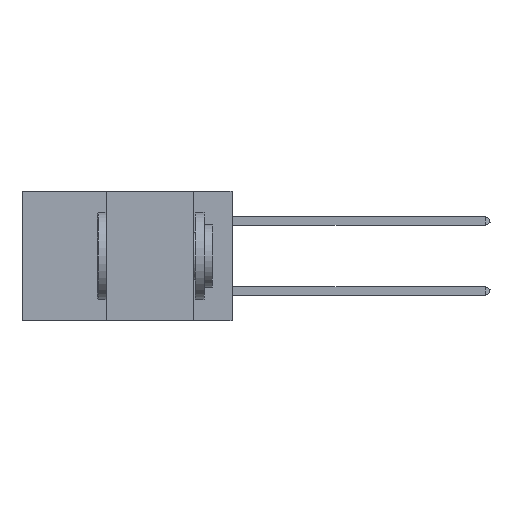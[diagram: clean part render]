
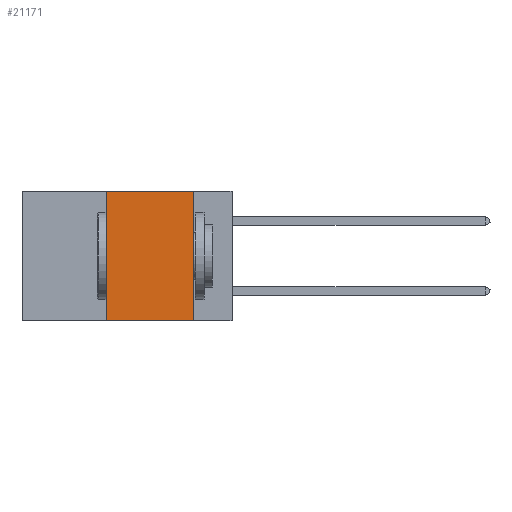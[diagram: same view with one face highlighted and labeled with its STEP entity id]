
A CAD part, left-side view. The second image highlights one B-rep face of the part: STEP entity #21171.
In plain terms, the highlighted planar face has unit normal (-1, 0, 0).
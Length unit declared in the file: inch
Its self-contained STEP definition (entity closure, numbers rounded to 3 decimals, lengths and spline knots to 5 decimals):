
#861 = DIRECTION ( 'NONE',  ( 0., 0., 1. ) ) ;
#1502 = AXIS2_PLACEMENT_3D ( 'NONE', #23654, #16724, #2674 ) ;
#1968 = CARTESIAN_POINT ( 'NONE',  ( 0., 0.36, -0.37 ) ) ;
#2179 = VECTOR ( 'NONE', #861, 39.37008 ) ;
#2674 = DIRECTION ( 'NONE',  ( 0., 0., -1. ) ) ;
#2962 = DIRECTION ( 'NONE',  ( 0., -1., 0. ) ) ;
#3319 = EDGE_LOOP ( 'NONE', ( #15191, #28293, #17374, #5695 ) ) ;
#3422 = VERTEX_POINT ( 'NONE', #27571 ) ;
#4908 = LINE ( 'NONE', #7406, #28994 ) ;
#5077 = EDGE_CURVE ( 'NONE', #11145, #15696, #28518, .T. ) ;
#5177 = EDGE_CURVE ( 'NONE', #19007, #11145, #26333, .T. ) ;
#5676 = CARTESIAN_POINT ( 'NONE',  ( 0., 0.36, 0. ) ) ;
#5695 = ORIENTED_EDGE ( 'NONE', *, *, #16721, .T. ) ;
#7406 = CARTESIAN_POINT ( 'NONE',  ( 0., 0.11, 0. ) ) ;
#8428 = CARTESIAN_POINT ( 'NONE',  ( 0., 0.36, 0. ) ) ;
#9157 = CARTESIAN_POINT ( 'NONE',  ( 0., 0.11, 0. ) ) ;
#10069 = FACE_OUTER_BOUND ( 'NONE', #3319, .T. ) ;
#10888 = EDGE_CURVE ( 'NONE', #15696, #3422, #4908, .T. ) ;
#11145 = VERTEX_POINT ( 'NONE', #8428 ) ;
#12053 = PLANE ( 'NONE',  #1502 ) ;
#12995 = LINE ( 'NONE', #26727, #23917 ) ;
#15191 = ORIENTED_EDGE ( 'NONE', *, *, #10888, .F. ) ;
#15696 = VERTEX_POINT ( 'NONE', #9157 ) ;
#16721 = EDGE_CURVE ( 'NONE', #19007, #3422, #12995, .T. ) ;
#16724 = DIRECTION ( 'NONE',  ( 1., 0., 0. ) ) ;
#16863 = VECTOR ( 'NONE', #2962, 39.37008 ) ;
#17001 = CARTESIAN_POINT ( 'NONE',  ( 0., 0.6, 0. ) ) ;
#17374 = ORIENTED_EDGE ( 'NONE', *, *, #5177, .F. ) ;
#19007 = VERTEX_POINT ( 'NONE', #1968 ) ;
#21171 = ADVANCED_FACE ( 'NONE', ( #10069 ), #12053, .F. ) ;
#21499 = DIRECTION ( 'NONE',  ( 0., 0., -1. ) ) ;
#22059 = DIRECTION ( 'NONE',  ( 0., -1., 0. ) ) ;
#23654 = CARTESIAN_POINT ( 'NONE',  ( 0., 0.6, 0. ) ) ;
#23917 = VECTOR ( 'NONE', #22059, 39.37008 ) ;
#26333 = LINE ( 'NONE', #5676, #2179 ) ;
#26727 = CARTESIAN_POINT ( 'NONE',  ( 0., 0.6, -0.37 ) ) ;
#27571 = CARTESIAN_POINT ( 'NONE',  ( 0., 0.11, -0.37 ) ) ;
#28293 = ORIENTED_EDGE ( 'NONE', *, *, #5077, .F. ) ;
#28518 = LINE ( 'NONE', #17001, #16863 ) ;
#28994 = VECTOR ( 'NONE', #21499, 39.37008 ) ;
